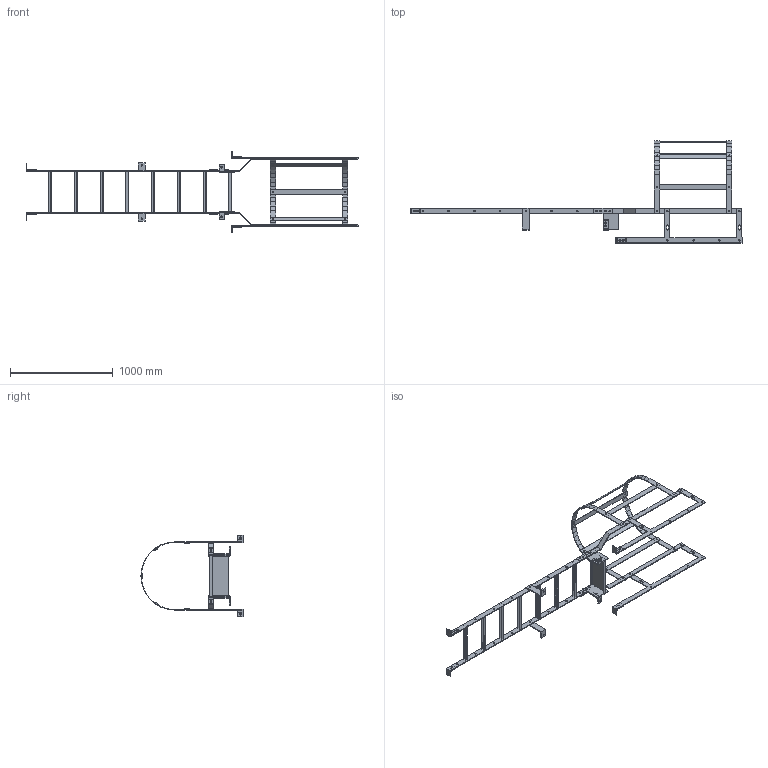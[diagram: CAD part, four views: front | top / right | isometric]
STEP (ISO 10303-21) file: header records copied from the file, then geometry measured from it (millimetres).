
FILE_DESCRIPTION(('Open CASCADE Model'),'2;1');
FILE_NAME('Open CASCADE Shape Model','2021-11-09T15:53:38',('Author'),( 'Open CASCADE'),'Open CASCADE STEP processor 7.3','Open CASCADE 7.3' ,'Unknown');
FILE_SCHEMA(('AUTOMOTIVE_DESIGN { 1 0 10303 214 1 1 1 1 }'));
Length unit declared in the file: millimetre
Products named in the file (637): product-010b5a9f-eb78-4a90-9b58-bdbdd87745c8-body 1; product-514e616e-36b0-439e-9d66-1bca641216e3-body 2; product-514e616e-36b0-439e-9d66-1bca641216e3-body 2.1; product-514e616e-36b0-439e-9d66-1bca641216e3-body 2.1.1; product-b5f9198e-6724-4ebc-9680-6bb9b2e34e9d-body 3; product-b5f9198e-6724-4ebc-9680-6bb9b2e34e9d-body 3.1; product-b5f9198e-6724-4ebc-9680-6bb9b2e34e9d-body 3.1.1; product-b21c64dd-35fc-4ebf-b536-6e58d0125aef-body 4; product-b21c64dd-35fc-4ebf-b536-6e58d0125aef-body 4.1; product-b21c64dd-35fc-4ebf-b536-6e58d0125aef-body 4.1.1; product-50d406b2-0195-4573-9844-1228295fd809-body 5; product-50d406b2-0195-4573-9844-1228295fd809-body 5.1; product-50d406b2-0195-4573-9844-1228295fd809-body 5.1.1; product-85916312-cd1b-46e8-90b3-5679d6e1630d-body 6; product-85916312-cd1b-46e8-90b3-5679d6e1630d-body 6.1; product-85916312-cd1b-46e8-90b3-5679d6e1630d-body 6.1.1; product-9485c11e-874d-4ba3-ad00-fcb4c25593b1-body 7; product-9485c11e-874d-4ba3-ad00-fcb4c25593b1-body 7.1; product-9485c11e-874d-4ba3-ad00-fcb4c25593b1-body 7.1.1; product-3510e42e-62c2-4517-8722-e1cdd1a79855-body 8; product-3510e42e-62c2-4517-8722-e1cdd1a79855-body 8.1; product-3510e42e-62c2-4517-8722-e1cdd1a79855-body 8.1.1; product-10c6554c-6c4f-4e23-8051-b9eb338e9396-body 9; product-10c6554c-6c4f-4e23-8051-b9eb338e9396-body 9.1; product-10c6554c-6c4f-4e23-8051-b9eb338e9396-body 9.1.1; product-10c6554c-6c4f-4e23-8051-b9eb338e9396-body 9.1.2; product-10c6554c-6c4f-4e23-8051-b9eb338e9396-body 9.1.3; product-10c6554c-6c4f-4e23-8051-b9eb338e9396-body 9.1.4; product-10c6554c-6c4f-4e23-8051-b9eb338e9396-body 9.1.5; product-10c6554c-6c4f-4e23-8051-b9eb338e9396-body 9.1.6; product-10c6554c-6c4f-4e23-8051-b9eb338e9396-body 9.1.7; product-10c6554c-6c4f-4e23-8051-b9eb338e9396-body 9.1.8; product-10c6554c-6c4f-4e23-8051-b9eb338e9396-body 9.1.9; product-10c6554c-6c4f-4e23-8051-b9eb338e9396-body 9.1.10; product-10c6554c-6c4f-4e23-8051-b9eb338e9396-body 9.1.11; product-10c6554c-6c4f-4e23-8051-b9eb338e9396-body 9.1.12; product-10c6554c-6c4f-4e23-8051-b9eb338e9396-body 9.1.13; product-10c6554c-6c4f-4e23-8051-b9eb338e9396-body 9.1.14; product-10c6554c-6c4f-4e23-8051-b9eb338e9396-body 9.1.15; product-10c6554c-6c4f-4e23-8051-b9eb338e9396-body 9.1.16 ...
Assembly tree (606 placements, depth 4):
  product-010b5a9f-eb78-4a90-9b58-bdbdd87745c8-body 1
  product-514e616e-36b0-439e-9d66-1bca641216e3-body 2
    product-514e616e-36b0-439e-9d66-1bca641216e3-body 2.1
      product-514e616e-36b0-439e-9d66-1bca641216e3-body 2.1.1
  product-b5f9198e-6724-4ebc-9680-6bb9b2e34e9d-body 3
    product-b5f9198e-6724-4ebc-9680-6bb9b2e34e9d-body 3.1
      product-b5f9198e-6724-4ebc-9680-6bb9b2e34e9d-body 3.1.1
  product-b21c64dd-35fc-4ebf-b536-6e58d0125aef-body 4
    product-b21c64dd-35fc-4ebf-b536-6e58d0125aef-body 4.1
      product-b21c64dd-35fc-4ebf-b536-6e58d0125aef-body 4.1.1
  product-50d406b2-0195-4573-9844-1228295fd809-body 5
    product-50d406b2-0195-4573-9844-1228295fd809-body 5.1
      product-50d406b2-0195-4573-9844-1228295fd809-body 5.1.1
Bounding box: 3225 x 991 x 796 mm (x, y, z)
Volume: 4607184.3 mm3; surface area: 3004204.2 mm2
Topology: 22 solids, 584 shells, 850 faces, 4008 edges, 3764 vertices
Faces by surface type: plane 768, cylinder 82
Full cylindrical faces by diameter (mm): 14 x46, 15 x6
Entity records: 84382 total; most frequent: CARTESIAN_POINT 14669, DIRECTION 11436, LINE 8092, VECTOR 8092, ORIENTED_EDGE 4740, PCURVE 4740, DEFINITIONAL_REPRESENTATION 4740, EDGE_CURVE 4008
